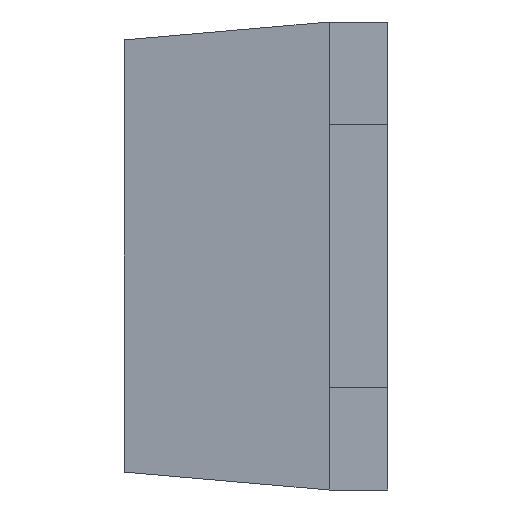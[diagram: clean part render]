
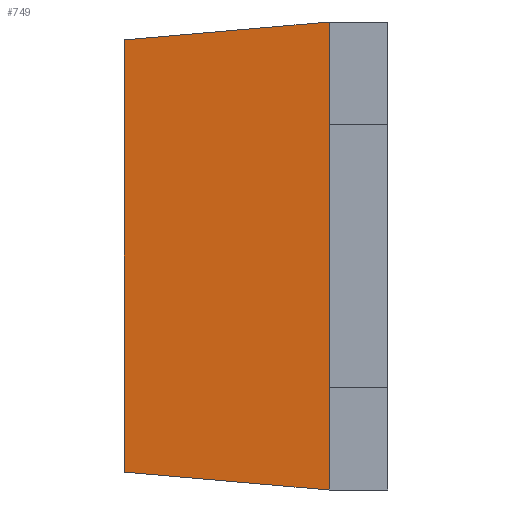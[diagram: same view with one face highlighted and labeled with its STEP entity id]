
A CAD part, left-side view. The second image highlights one B-rep face of the part: STEP entity #749.
In plain terms, the highlighted planar face has unit normal (-0.996, 0.087, 0).
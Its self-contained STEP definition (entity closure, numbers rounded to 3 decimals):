
#61 = VERTEX_POINT ( 'NONE', #1471 ) ;
#90 = VERTEX_POINT ( 'NONE', #2120 ) ;
#211 = VECTOR ( 'NONE', #2689, 1000. ) ;
#228 = CARTESIAN_POINT ( 'NONE',  ( -1.3, 0.2, -0.45 ) ) ;
#345 = CARTESIAN_POINT ( 'NONE',  ( -1.3, 0.2, 0.8 ) ) ;
#434 = ORIENTED_EDGE ( 'NONE', *, *, #2032, .T. ) ;
#436 = DIRECTION ( 'NONE',  ( -0.996, 0.087, 0. ) ) ;
#483 = EDGE_CURVE ( 'NONE', #61, #2164, #919, .T. ) ;
#644 = CARTESIAN_POINT ( 'NONE',  ( -1.3, 0.2, -0.8 ) ) ;
#749 = ADVANCED_FACE ( 'NONE', ( #1787 ), #1973, .T. ) ;
#856 = CARTESIAN_POINT ( 'NONE',  ( -1.3, 0.2, 0.8 ) ) ;
#872 = ORIENTED_EDGE ( 'NONE', *, *, #2222, .F. ) ;
#919 = LINE ( 'NONE', #856, #211 ) ;
#920 = CARTESIAN_POINT ( 'NONE',  ( -1.3, 0.2, 0.8 ) ) ;
#939 = EDGE_LOOP ( 'NONE', ( #872, #1306, #1747, #2576, #434, #2332 ) ) ;
#1040 = CARTESIAN_POINT ( 'NONE',  ( -1.239, 0.9, -0.739 ) ) ;
#1078 = LINE ( 'NONE', #2205, #2327 ) ;
#1156 = EDGE_CURVE ( 'NONE', #2668, #2282, #1741, .T. ) ;
#1163 = VECTOR ( 'NONE', #1466, 1000. ) ;
#1165 = CARTESIAN_POINT ( 'NONE',  ( -1.3, 0.2, 0.8 ) ) ;
#1306 = ORIENTED_EDGE ( 'NONE', *, *, #1156, .T. ) ;
#1377 = AXIS2_PLACEMENT_3D ( 'NONE', #644, #436, #2231 ) ;
#1381 = EDGE_CURVE ( 'NONE', #1735, #90, #1078, .T. ) ;
#1466 = DIRECTION ( 'NONE',  ( 0., 0., 1. ) ) ;
#1471 = CARTESIAN_POINT ( 'NONE',  ( -1.239, 0.9, 0.739 ) ) ;
#1518 = CARTESIAN_POINT ( 'NONE',  ( -1.3, 0.2, -0.8 ) ) ;
#1547 = VECTOR ( 'NONE', #2783, 1000. ) ;
#1626 = CARTESIAN_POINT ( 'NONE',  ( -1.3, 0.2, -0.8 ) ) ;
#1645 = VECTOR ( 'NONE', #1876, 1000. ) ;
#1735 = VERTEX_POINT ( 'NONE', #228 ) ;
#1741 = LINE ( 'NONE', #1518, #2584 ) ;
#1747 = ORIENTED_EDGE ( 'NONE', *, *, #2456, .T. ) ;
#1787 = FACE_OUTER_BOUND ( 'NONE', #939, .T. ) ;
#1876 = DIRECTION ( 'NONE',  ( 0., 0., 1. ) ) ;
#1973 = PLANE ( 'NONE',  #1377 ) ;
#2032 = EDGE_CURVE ( 'NONE', #90, #2164, #2073, .T. ) ;
#2073 = LINE ( 'NONE', #1165, #1645 ) ;
#2120 = CARTESIAN_POINT ( 'NONE',  ( -1.3, 0.2, 0.45 ) ) ;
#2164 = VERTEX_POINT ( 'NONE', #920 ) ;
#2187 = DIRECTION ( 'NONE',  ( 0., 0., 1. ) ) ;
#2205 = CARTESIAN_POINT ( 'NONE',  ( -1.3, 0.2, 0.8 ) ) ;
#2222 = EDGE_CURVE ( 'NONE', #2668, #61, #2724, .T. ) ;
#2231 = DIRECTION ( 'NONE',  ( 0., 0., 1. ) ) ;
#2282 = VERTEX_POINT ( 'NONE', #1626 ) ;
#2327 = VECTOR ( 'NONE', #2187, 1000. ) ;
#2332 = ORIENTED_EDGE ( 'NONE', *, *, #483, .F. ) ;
#2395 = DIRECTION ( 'NONE',  ( -0.087, -0.992, -0.087 ) ) ;
#2456 = EDGE_CURVE ( 'NONE', #2282, #1735, #2592, .T. ) ;
#2576 = ORIENTED_EDGE ( 'NONE', *, *, #1381, .T. ) ;
#2584 = VECTOR ( 'NONE', #2395, 1000. ) ;
#2592 = LINE ( 'NONE', #345, #1163 ) ;
#2668 = VERTEX_POINT ( 'NONE', #1040 ) ;
#2689 = DIRECTION ( 'NONE',  ( -0.087, -0.992, 0.087 ) ) ;
#2724 = LINE ( 'NONE', #2754, #1547 ) ;
#2754 = CARTESIAN_POINT ( 'NONE',  ( -1.239, 0.9, -0.8 ) ) ;
#2783 = DIRECTION ( 'NONE',  ( 0., 0., 1. ) ) ;
